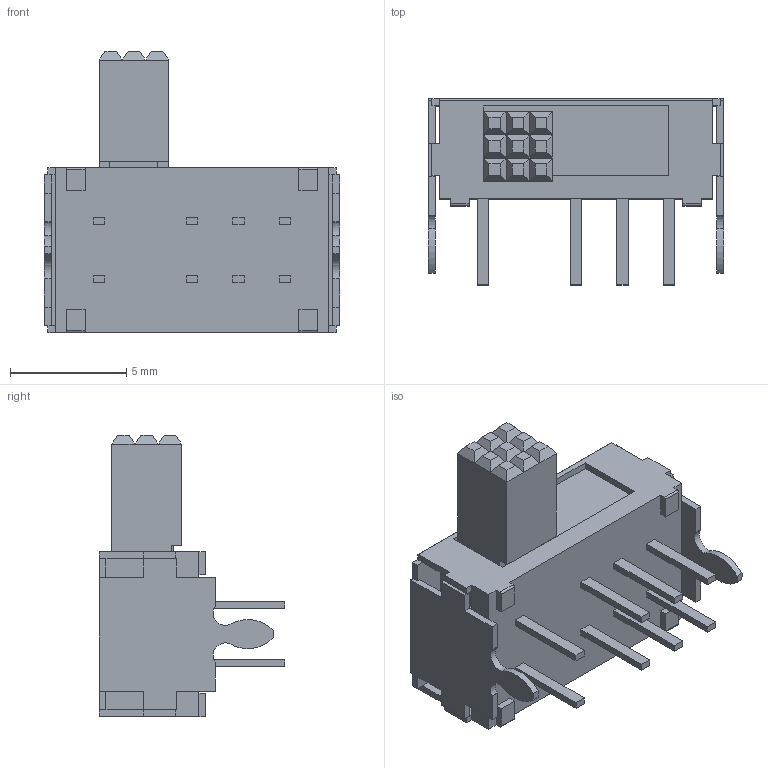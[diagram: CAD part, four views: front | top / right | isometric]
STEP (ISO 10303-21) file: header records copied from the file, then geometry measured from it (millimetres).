
FILE_DESCRIPTION(/* description */ (''),/* implementation_level */ '2;1');
FILE_NAME(/* name */ 'EG2208.step',/* time_stamp */ '2024-02-22T23:23:25+01:00',/* author */ (''),/* organization */ (''),/* preprocessor_version */ 'ST-DEVELOPER v20',/* originating_system */ 'Autodesk Translation Framework v12.20.1.177',/* authorisation */ '');
FILE_SCHEMA (('AUTOMOTIVE_DESIGN { 1 0 10303 214 3 1 1 }'));
Length unit declared in the file: millimetre
Products named in the file (2): (Non salvato); EG2208
Assembly tree (1 placements, depth 2):
  (Non salvato)
    EG2208
Bounding box: 12.7 x 8 x 12.1 mm (x, y, z)
Volume: 345.7 mm3; surface area: 803.5 mm2
Topology: 1 solids, 1 shells, 260 faces, 704 edges, 450 vertices
Faces by surface type: plane 242, cylinder 18
Entity records: 8044 total; most frequent: CARTESIAN_POINT 1417, ORIENTED_EDGE 1408, DIRECTION 1266, EDGE_CURVE 704, LINE 668, VECTOR 668, VERTEX_POINT 450, AXIS2_PLACEMENT_3D 299
